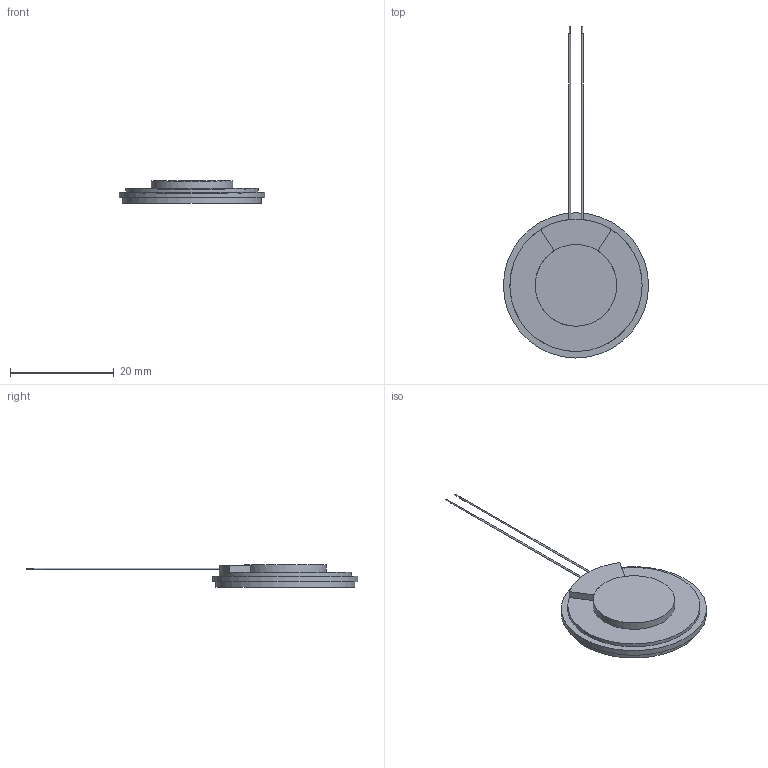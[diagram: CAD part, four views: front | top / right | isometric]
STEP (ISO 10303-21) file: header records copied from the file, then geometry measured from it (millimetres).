
FILE_DESCRIPTION(/* description */ ('Alibre Inc.'),/* implementation_level */ '2;1');
FILE_NAME(/* name */ 'export0',/* time_stamp */ '2018-08-23T06:25:02-05:00',/* author */ (''),/* organization */ (''),/* preprocessor_version */ 'ST-DEVELOPER v17',/* originating_system */ 'Alibre',/* authorisation */ '');
FILE_SCHEMA (('CONFIG_CONTROL_DESIGN'));
Length unit declared in the file: centimetre
Products named in the file (1): ID_1
Bounding box: 28 x 64 x 4.4 mm (x, y, z)
Volume: 647.2 mm3; surface area: 3088.2 mm2
Topology: 1 solids, 2 shells, 115 faces, 241 edges, 162 vertices
Faces by surface type: plane 100, cylinder 15
Full cylindrical faces by diameter (mm): 0.142 x2, 0.307 x4, 15.35 x1, 15.75 x1, 24.75 x2, 25.1 x1, 25.5 x1, 26.75 x1, 27.6 x1, 28 x1
Entity records: 2998 total; most frequent: CARTESIAN_POINT 620, ORIENTED_EDGE 440, DIRECTION 368, EDGE_CURVE 220, VECTOR 188, LINE 188, EDGE_LOOP 162, FACE_BOUND 162
